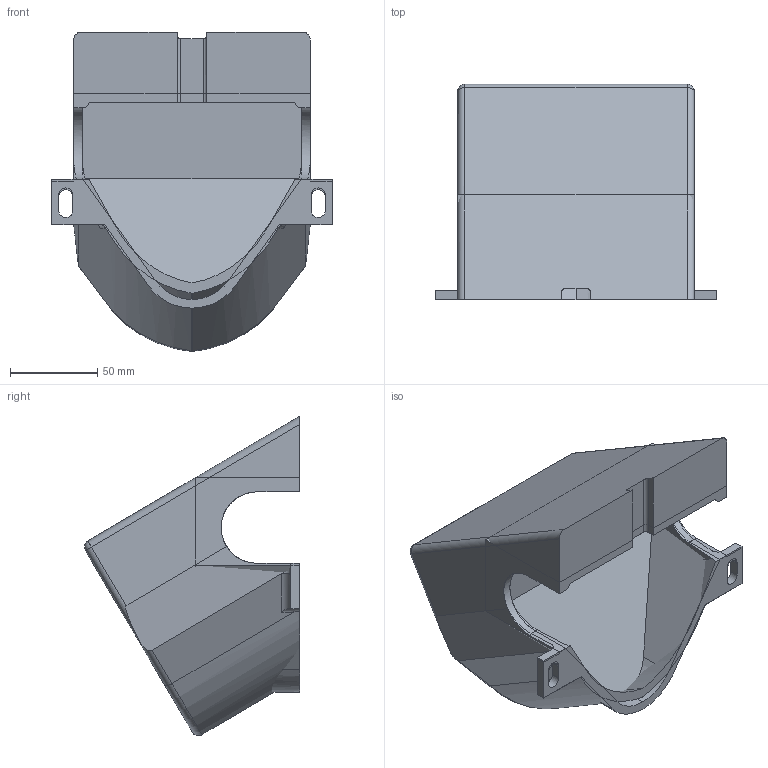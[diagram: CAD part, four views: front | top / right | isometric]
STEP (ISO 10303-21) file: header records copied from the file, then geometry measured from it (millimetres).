
FILE_DESCRIPTION (( 'STEP AP214' ), '1' );
FILE_NAME ('essai2.STEP', '2022-10-28T21:55:14', ( '' ), ( '' ), 'SwSTEP 2.0', 'SolidWorks 2018', '' );
FILE_SCHEMA (( 'AUTOMOTIVE_DESIGN' ));
Length unit declared in the file: millimetre
Products named in the file (1): essai2
Bounding box: 161 x 123.47 x 183.31 mm (x, y, z)
Volume: 545791.2 mm3; surface area: 177788 mm2
Topology: 2 solids, 2 shells, 135 faces, 379 edges, 246 vertices
Faces by surface type: plane 75, cylinder 54, sphere 4, torus 2
Entity records: 4411 total; most frequent: CARTESIAN_POINT 930, ORIENTED_EDGE 750, DIRECTION 685, EDGE_CURVE 375, LINE 247, VECTOR 247, VERTEX_POINT 244, AXIS2_PLACEMENT_3D 219
